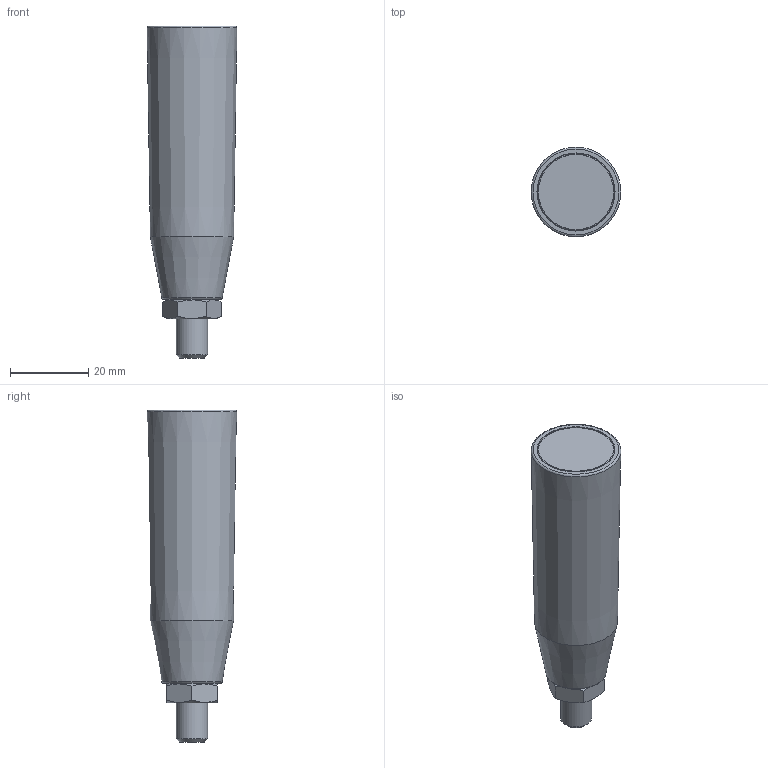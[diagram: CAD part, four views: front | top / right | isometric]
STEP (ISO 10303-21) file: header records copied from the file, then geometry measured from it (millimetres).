
FILE_DESCRIPTION( ( 'Unknown' ), '1' );
FILE_NAME( '6363015_PMCG23x70.stp', 'Unknown', ( 'Unknown' ), ( 'Unknown' ), 'PSStep 11.0', 'Unknown', ' ' );
FILE_SCHEMA( ( 'AUTOMOTIVE_DESIGN { 1 0 10303 214 1 1 1 1 }' ) );
Length unit declared in the file: millimetre
Products named in the file (2): 8900171
Bounding box: 22.98 x 22.98 x 85 mm (x, y, z)
Volume: 18950.4 mm3; surface area: 9380.4 mm2
Topology: 2 solids, 3 shells, 49 faces, 98 edges, 61 vertices
Faces by surface type: plane 30, cylinder 8, cone 6, torus 5
Full cylindrical faces by diameter (mm): 8 x2, 13 x1, 15.421 x1, 16 x1, 19.627 x1, 19.7 x1, 20 x1
Entity records: 1649 total; most frequent: CARTESIAN_POINT 307, DIRECTION 192, ORIENTED_EDGE 150, AXIS2_PLACEMENT_3D 78, EDGE_LOOP 76, EDGE_CURVE 75, FACE_OUTER_BOUND 62, VERTEX_POINT 57
